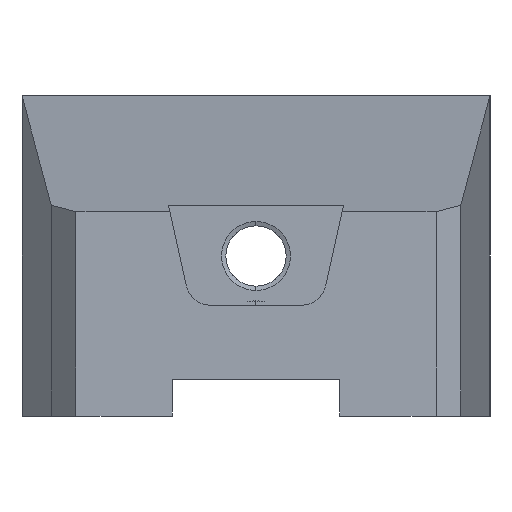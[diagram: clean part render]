
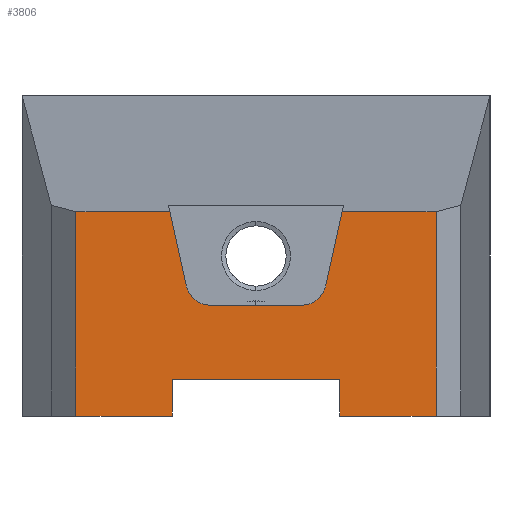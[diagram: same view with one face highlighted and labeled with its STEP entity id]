
A CAD part, left-side view. The second image highlights one B-rep face of the part: STEP entity #3806.
In plain terms, the highlighted planar face has unit normal (-1, 0, 0).
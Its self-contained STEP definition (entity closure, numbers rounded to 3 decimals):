
#2550=VERTEX_POINT('NONE',#7575);
#2796=VERTEX_POINT('NONE',#7851);
#2834=EDGE_CURVE('NONE',#2796,#7080,#7893,.T.);
#2840=EDGE_CURVE('NONE',#2870,#5516,#7901,.T.);
#2870=VERTEX_POINT('NONE',#7936);
#2962=EDGE_CURVE('NONE',#5234,#5436,#8042,.T.);
#2980=VERTEX_POINT('NONE',#8064);
#3096=EDGE_CURVE('NONE',#7018,#4810,#8188,.T.);
#3554=EDGE_CURVE('NONE',#5664,#7018,#8753,.T.);
#3570=EDGE_CURVE('NONE',#4690,#5234,#8772,.T.);
#3660=EDGE_CURVE('NONE',#5112,#5664,#8871,.T.);
#3806=ADVANCED_FACE('Fl�che46',(#9024),#9025,.T.);
#4066=EDGE_CURVE('NONE',#2550,#5436,#9316,.T.);
#4208=EDGE_CURVE('NONE',#5112,#5516,#9478,.T.);
#4292=EDGE_CURVE('NONE',#2870,#2796,#9576,.T.);
#4690=VERTEX_POINT('NONE',#10041);
#4810=VERTEX_POINT('NONE',#10176);
#5112=VERTEX_POINT('NONE',#10531);
#5234=VERTEX_POINT('NONE',#10672);
#5436=VERTEX_POINT('NONE',#10901);
#5516=VERTEX_POINT('NONE',#10990);
#5646=EDGE_CURVE('Kante24',#5658,#2980,#11140,.T.);
#5658=VERTEX_POINT('NONE',#11153);
#5664=VERTEX_POINT('NONE',#11160);
#5852=EDGE_CURVE('Kante14',#7080,#5658,#11366,.T.);
#6274=EDGE_CURVE('NONE',#4810,#2550,#11835,.T.);
#6872=EDGE_CURVE('NONE',#2980,#4690,#12525,.T.);
#7018=VERTEX_POINT('NONE',#12687);
#7080=VERTEX_POINT('NONE',#12760);
#7575=CARTESIAN_POINT('',(-925.0,28.313,-77.164));
#7851=CARTESIAN_POINT('',(-925.0,-34.0,-130.0));
#7893=LINE('',#13770,#13771);
#7901=LINE('',#13782,#13783);
#7936=CARTESIAN_POINT('',(-925.0,-73.112,-130.0));
#8042=LINE('',#13969,#13970);
#8064=CARTESIAN_POINT('',(-925.0,34.0,-130.0));
#8188=LINE('',#14218,#14219);
#8753=CIRCLE('',#14962,10.0);
#8772=LINE('',#14987,#14988);
#8871=LINE('',#15116,#15117);
#9024=FACE_OUTER_BOUND('',#15335,.T.);
#9025=PLANE('',#15336);
#9316=LINE('',#15705,#15706);
#9478=LINE('',#15913,#15914);
#9576=LINE('',#16045,#16046);
#10041=CARTESIAN_POINT('',(-925.0,73.112,-130.0));
#10176=CARTESIAN_POINT('',(-925.0,18.55,-85.0));
#10531=CARTESIAN_POINT('',(-925.0,-35.0,-47.0));
#10672=CARTESIAN_POINT('',(-925.0,73.112,-47.0));
#10901=CARTESIAN_POINT('',(-925.0,35.0,-47.0));
#10990=CARTESIAN_POINT('',(-925.0,-73.112,-47.0));
#11140=LINE('',#18141,#18142);
#11153=CARTESIAN_POINT('',(-925.0,34.0,-115.0));
#11160=CARTESIAN_POINT('',(-925.0,-28.313,-77.164));
#11366=LINE('',#18442,#18443);
#11835=CIRCLE('',#19061,10.0);
#12525=LINE('',#19958,#19959);
#12687=CARTESIAN_POINT('',(-925.0,-18.55,-85.0));
#12760=CARTESIAN_POINT('',(-925.0,-34.0,-115.0));
#13770=CARTESIAN_POINT('',(-925.0,-34.0,-130.0));
#13771=VECTOR('',#21288,1000.0);
#13782=CARTESIAN_POINT('',(-925.0,-73.112,-130.0));
#13783=VECTOR('',#21298,1000.0);
#13969=CARTESIAN_POINT('',(-925.0,95.0,-47.0));
#13970=VECTOR('',#21503,1000.0);
#14218=CARTESIAN_POINT('',(-925.0,18.55,-85.0));
#14219=VECTOR('',#21661,1000.0);
#14962=AXIS2_PLACEMENT_3D('',#22411,#22412,#22413);
#14987=CARTESIAN_POINT('',(-925.0,73.112,-130.0));
#14988=VECTOR('',#22440,1000.0);
#15116=CARTESIAN_POINT('',(-925.0,-28.313,-77.164));
#15117=VECTOR('',#22540,1000.0);
#15335=EDGE_LOOP('',(#22697,#22698,#22699,#22700,#22701,#22702,#22703,#22704,#22705,#22706,#22707,#22708,#22709,#22710));
#15336=AXIS2_PLACEMENT_3D('',#22711,#22712,#22713);
#15705=CARTESIAN_POINT('',(-925.0,36.33,-41.));
#15706=VECTOR('',#23053,1000.0);
#15913=CARTESIAN_POINT('',(-925.0,95.0,-47.0));
#15914=VECTOR('',#23236,1000.0);
#16045=CARTESIAN_POINT('',(-925.0,-95.0,-130.0));
#16046=VECTOR('',#23372,1000.0);
#18141=CARTESIAN_POINT('',(-925.0,34.0,-130.0));
#18142=VECTOR('',#25385,1000.0);
#18442=CARTESIAN_POINT('',(-925.0,95.0,-115.0));
#18443=VECTOR('',#25629,1000.0);
#19061=AXIS2_PLACEMENT_3D('',#26182,#26183,#26184);
#19958=CARTESIAN_POINT('',(-925.0,-95.0,-130.0));
#19959=VECTOR('',#27096,1000.0);
#21288=DIRECTION('',(0.0,0.,1.0));
#21298=DIRECTION('',(0.0,0.0,1.0));
#21503=DIRECTION('',(0.0,-1.0,0.0));
#21661=DIRECTION('',(0.0,1.0,0.0));
#22411=CARTESIAN_POINT('',(-925.0,-18.55,-75.0));
#22412=DIRECTION('',(1.0,0.0,-0.0));
#22413=DIRECTION('',(0.0,0.0,1.0));
#22440=DIRECTION('',(0.0,0.0,1.0));
#22540=DIRECTION('',(0.0,0.216,-0.976));
#22697=ORIENTED_EDGE('',*,*,#4208,.F.);
#22698=ORIENTED_EDGE('',*,*,#3660,.T.);
#22699=ORIENTED_EDGE('',*,*,#3554,.T.);
#22700=ORIENTED_EDGE('',*,*,#3096,.T.);
#22701=ORIENTED_EDGE('',*,*,#6274,.T.);
#22702=ORIENTED_EDGE('',*,*,#4066,.T.);
#22703=ORIENTED_EDGE('',*,*,#2962,.F.);
#22704=ORIENTED_EDGE('',*,*,#3570,.F.);
#22705=ORIENTED_EDGE('',*,*,#6872,.F.);
#22706=ORIENTED_EDGE('',*,*,#5646,.F.);
#22707=ORIENTED_EDGE('',*,*,#5852,.F.);
#22708=ORIENTED_EDGE('',*,*,#2834,.F.);
#22709=ORIENTED_EDGE('',*,*,#4292,.F.);
#22710=ORIENTED_EDGE('',*,*,#2840,.T.);
#22711=CARTESIAN_POINT('',(-925.0,95.0,-130.0));
#22712=DIRECTION('',(-1.0,0.0,0.0));
#22713=DIRECTION('',(0.0,-1.0,0.0));
#23053=DIRECTION('',(0.0,0.216,0.976));
#23236=DIRECTION('',(0.0,-1.0,0.0));
#23372=DIRECTION('',(0.0,1.0,0.0));
#25385=DIRECTION('',(0.0,0.,-1.0));
#25629=DIRECTION('',(0.0,1.0,0.0));
#26182=CARTESIAN_POINT('',(-925.0,18.55,-75.0));
#26183=DIRECTION('',(1.0,0.0,-0.0));
#26184=DIRECTION('',(0.0,0.0,1.0));
#27096=DIRECTION('',(0.0,1.0,0.0));
